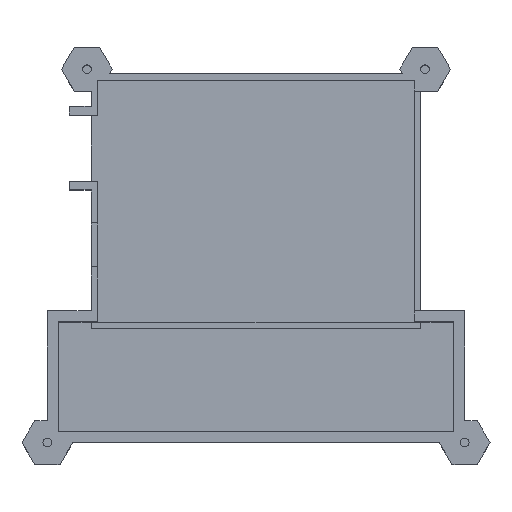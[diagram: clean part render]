
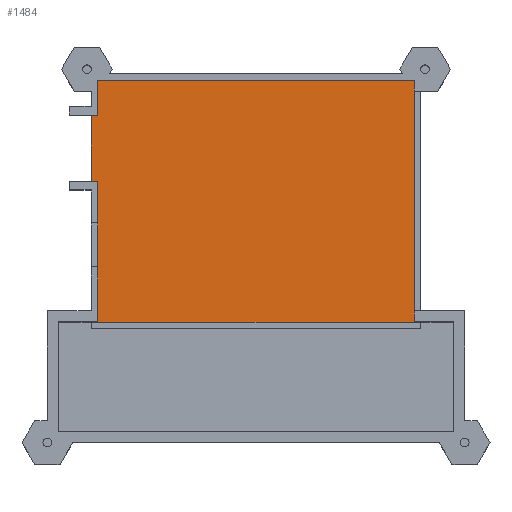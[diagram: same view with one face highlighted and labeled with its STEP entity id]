
A CAD part, top view. The second image highlights one B-rep face of the part: STEP entity #1484.
In plain terms, the highlighted planar face has unit normal (0, 0, 1).
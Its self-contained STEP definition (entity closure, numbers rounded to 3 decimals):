
#129=FACE_OUTER_BOUND('',#218,.T.);
#218=EDGE_LOOP('',(#1299,#1300,#1301,#1302,#1303,#1304,#1305,#1306));
#242=LINE('',#2001,#429);
#257=LINE('',#2137,#444);
#381=LINE('',#2403,#568);
#392=LINE('',#2427,#579);
#400=LINE('',#2442,#587);
#402=LINE('',#2445,#589);
#404=LINE('',#2449,#591);
#406=LINE('',#2452,#593);
#429=VECTOR('',#1624,10.);
#444=VECTOR('',#1663,10.);
#568=VECTOR('',#1897,10.);
#579=VECTOR('',#1922,10.);
#587=VECTOR('',#1936,10.);
#589=VECTOR('',#1940,10.);
#591=VECTOR('',#1944,10.);
#593=VECTOR('',#1948,10.);
#611=VERTEX_POINT('',#1998);
#612=VERTEX_POINT('',#2000);
#630=VERTEX_POINT('',#2134);
#631=VERTEX_POINT('',#2136);
#723=VERTEX_POINT('',#2424);
#724=VERTEX_POINT('',#2426);
#728=VERTEX_POINT('',#2441);
#729=VERTEX_POINT('',#2448);
#752=EDGE_CURVE('',#612,#611,#242,.T.);
#777=EDGE_CURVE('',#631,#630,#257,.T.);
#909=EDGE_CURVE('',#611,#631,#381,.T.);
#920=EDGE_CURVE('',#723,#724,#392,.T.);
#928=EDGE_CURVE('',#728,#724,#400,.T.);
#930=EDGE_CURVE('',#723,#612,#402,.T.);
#932=EDGE_CURVE('',#729,#728,#404,.T.);
#934=EDGE_CURVE('',#630,#729,#406,.T.);
#1299=ORIENTED_EDGE('',*,*,#777,.T.);
#1300=ORIENTED_EDGE('',*,*,#934,.T.);
#1301=ORIENTED_EDGE('',*,*,#932,.T.);
#1302=ORIENTED_EDGE('',*,*,#928,.T.);
#1303=ORIENTED_EDGE('',*,*,#920,.F.);
#1304=ORIENTED_EDGE('',*,*,#930,.T.);
#1305=ORIENTED_EDGE('',*,*,#752,.T.);
#1306=ORIENTED_EDGE('',*,*,#909,.T.);
#1409=PLANE('',#1586);
#1484=ADVANCED_FACE('',(#129),#1409,.T.);
#1586=AXIS2_PLACEMENT_3D('',#2453,#1949,#1950);
#1624=DIRECTION('',(0.,-1.,0.));
#1663=DIRECTION('',(0.,1.,0.));
#1897=DIRECTION('',(1.,0.,0.));
#1922=DIRECTION('',(0.,1.,0.));
#1936=DIRECTION('',(-1.,0.,0.));
#1940=DIRECTION('',(1.,0.,0.));
#1944=DIRECTION('',(0.,-1.,0.));
#1948=DIRECTION('',(-1.,0.,0.));
#1949=DIRECTION('center_axis',(0.,0.,1.));
#1950=DIRECTION('ref_axis',(1.,0.,0.));
#1998=CARTESIAN_POINT('',(-36.,-27.5,1.5));
#2000=CARTESIAN_POINT('',(-36.,4.5,1.5));
#2001=CARTESIAN_POINT('',(-36.,27.5,1.5));
#2134=CARTESIAN_POINT('',(36.,27.5,1.5));
#2136=CARTESIAN_POINT('',(36.,-27.5,1.5));
#2137=CARTESIAN_POINT('',(36.,-27.5,1.5));
#2403=CARTESIAN_POINT('',(-36.,-27.5,1.5));
#2424=CARTESIAN_POINT('',(-37.5,4.5,1.5));
#2426=CARTESIAN_POINT('',(-37.5,19.5,1.5));
#2427=CARTESIAN_POINT('',(-37.5,20.5,1.5));
#2441=CARTESIAN_POINT('',(-36.,19.5,1.5));
#2442=CARTESIAN_POINT('',(-36.,19.5,1.5));
#2445=CARTESIAN_POINT('',(-37.5,4.5,1.5));
#2448=CARTESIAN_POINT('',(-36.,27.5,1.5));
#2449=CARTESIAN_POINT('',(-36.,27.5,1.5));
#2452=CARTESIAN_POINT('',(36.,27.5,1.5));
#2453=CARTESIAN_POINT('Origin',(0.,0.,1.5));
